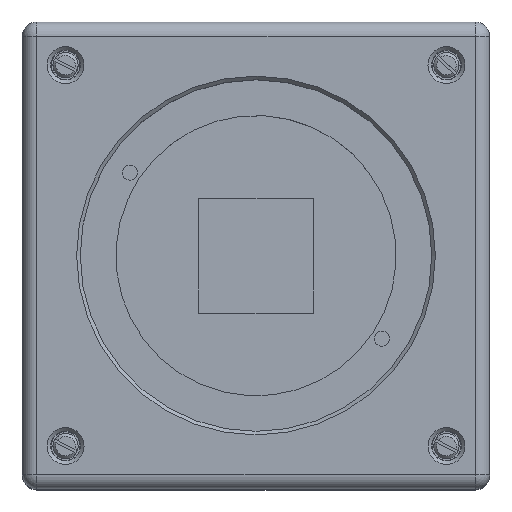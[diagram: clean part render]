
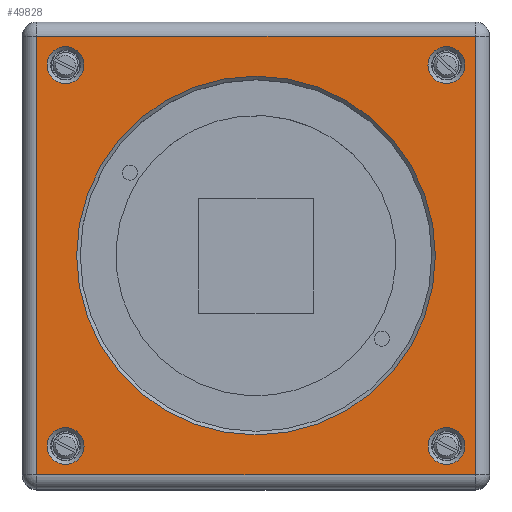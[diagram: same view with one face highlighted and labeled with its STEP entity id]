
A CAD part, top view. The second image highlights one B-rep face of the part: STEP entity #49828.
In plain terms, the highlighted planar face has unit normal (0, 0, 1).
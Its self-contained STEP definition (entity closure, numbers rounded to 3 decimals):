
#2477=FACE_BOUND('',#7262,.T.);
#2478=FACE_BOUND('',#7263,.T.);
#2479=FACE_BOUND('',#7264,.T.);
#2480=FACE_BOUND('',#7265,.T.);
#2481=FACE_BOUND('',#7266,.T.);
#4518=FACE_OUTER_BOUND('',#7261,.T.);
#7261=EDGE_LOOP('',(#37851,#37852,#37853,#37854));
#7262=EDGE_LOOP('',(#37855));
#7263=EDGE_LOOP('',(#37856));
#7264=EDGE_LOOP('',(#37857));
#7265=EDGE_LOOP('',(#37858));
#7266=EDGE_LOOP('',(#37859));
#10926=LINE('',#89079,#15055);
#10927=LINE('',#89081,#15056);
#10928=LINE('',#89083,#15057);
#10929=LINE('',#89084,#15058);
#15055=VECTOR('',#61147,10.);
#15056=VECTOR('',#61148,10.);
#15057=VECTOR('',#61149,10.);
#15058=VECTOR('',#61150,10.);
#17849=CIRCLE('',#53100,2.567);
#17852=CIRCLE('',#53104,2.567);
#17853=CIRCLE('',#53105,2.567);
#17854=CIRCLE('',#53106,24.959);
#17855=CIRCLE('',#53107,2.567);
#21340=VERTEX_POINT('',#89069);
#21343=VERTEX_POINT('',#89077);
#21344=VERTEX_POINT('',#89078);
#21345=VERTEX_POINT('',#89080);
#21346=VERTEX_POINT('',#89082);
#21347=VERTEX_POINT('',#89085);
#21348=VERTEX_POINT('',#89087);
#21349=VERTEX_POINT('',#89089);
#21350=VERTEX_POINT('',#89091);
#27368=EDGE_CURVE('',#21340,#21340,#17849,.T.);
#27372=EDGE_CURVE('',#21343,#21344,#10926,.T.);
#27373=EDGE_CURVE('',#21345,#21343,#10927,.T.);
#27374=EDGE_CURVE('',#21346,#21345,#10928,.T.);
#27375=EDGE_CURVE('',#21344,#21346,#10929,.T.);
#27376=EDGE_CURVE('',#21347,#21347,#17852,.T.);
#27377=EDGE_CURVE('',#21348,#21348,#17853,.T.);
#27378=EDGE_CURVE('',#21349,#21349,#17854,.T.);
#27379=EDGE_CURVE('',#21350,#21350,#17855,.T.);
#37851=ORIENTED_EDGE('',*,*,#27372,.F.);
#37852=ORIENTED_EDGE('',*,*,#27373,.F.);
#37853=ORIENTED_EDGE('',*,*,#27374,.F.);
#37854=ORIENTED_EDGE('',*,*,#27375,.F.);
#37855=ORIENTED_EDGE('',*,*,#27376,.F.);
#37856=ORIENTED_EDGE('',*,*,#27377,.F.);
#37857=ORIENTED_EDGE('',*,*,#27378,.F.);
#37858=ORIENTED_EDGE('',*,*,#27379,.F.);
#37859=ORIENTED_EDGE('',*,*,#27368,.F.);
#45499=PLANE('',#53103);
#49828=ADVANCED_FACE('',(#4518,#2477,#2478,#2479,#2480,#2481),#45499,.T.);
#53100=AXIS2_PLACEMENT_3D('',#89070,#61138,#61139);
#53103=AXIS2_PLACEMENT_3D('',#89076,#61145,#61146);
#53104=AXIS2_PLACEMENT_3D('',#89086,#61151,#61152);
#53105=AXIS2_PLACEMENT_3D('',#89088,#61153,#61154);
#53106=AXIS2_PLACEMENT_3D('',#89090,#61155,#61156);
#53107=AXIS2_PLACEMENT_3D('',#89092,#61157,#61158);
#61138=DIRECTION('center_axis',(0.,0.,
1.));
#61139=DIRECTION('ref_axis',(0.,1.,0.));
#61145=DIRECTION('center_axis',(0.,0.,
1.));
#61146=DIRECTION('ref_axis',(0.,-1.,0.));
#61147=DIRECTION('',(0.,1.,0.));
#61148=DIRECTION('',(-1.,0.,0.));
#61149=DIRECTION('',(0.,-1.,0.));
#61150=DIRECTION('',(1.,0.,0.));
#61151=DIRECTION('center_axis',(0.,0.,
1.));
#61152=DIRECTION('ref_axis',(0.,1.,0.));
#61153=DIRECTION('center_axis',(0.,0.,
1.));
#61154=DIRECTION('ref_axis',(0.,1.,0.));
#61155=DIRECTION('center_axis',(0.,0.,
1.));
#61156=DIRECTION('ref_axis',(0.,1.,0.));
#61157=DIRECTION('center_axis',(0.,0.,
1.));
#61158=DIRECTION('ref_axis',(0.,1.,0.));
#89069=CARTESIAN_POINT('',(-26.5,23.933,42.8));
#89070=CARTESIAN_POINT('Origin',(-26.5,26.5,42.8));
#89076=CARTESIAN_POINT('Origin',(0.001,0.001,
42.8));
#89077=CARTESIAN_POINT('',(-30.497,-30.5,42.8));
#89078=CARTESIAN_POINT('',(-30.5,30.5,42.8));
#89079=CARTESIAN_POINT('',(-30.498,-16.25,42.8));
#89080=CARTESIAN_POINT('',(30.503,-30.497,42.8));
#89081=CARTESIAN_POINT('',(16.253,-30.498,42.8));
#89082=CARTESIAN_POINT('',(30.5,30.503,42.8));
#89083=CARTESIAN_POINT('',(30.5,16.253,42.8));
#89084=CARTESIAN_POINT('',(-16.25,30.5,42.8));
#89085=CARTESIAN_POINT('',(-26.497,-29.067,42.8));
#89086=CARTESIAN_POINT('Origin',(-26.498,-26.5,42.8));
#89087=CARTESIAN_POINT('',(26.5,23.935,42.8));
#89088=CARTESIAN_POINT('Origin',(26.5,26.502,42.8));
#89089=CARTESIAN_POINT('',(0.002,-24.958,42.8));
#89090=CARTESIAN_POINT('Origin',(0.001,0.001,
42.8));
#89091=CARTESIAN_POINT('',(26.503,-29.065,42.8));
#89092=CARTESIAN_POINT('Origin',(26.502,-26.498,42.8));
